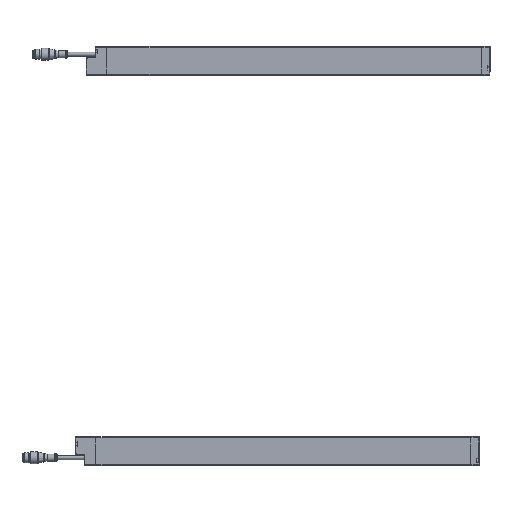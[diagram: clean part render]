
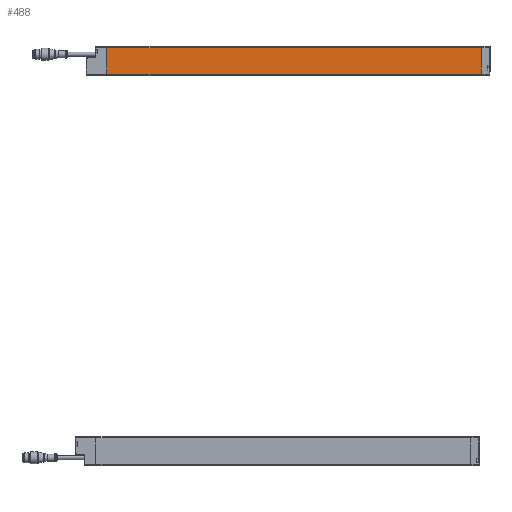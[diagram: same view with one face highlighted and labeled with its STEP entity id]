
A CAD part, left-side view. The second image highlights one B-rep face of the part: STEP entity #488.
In plain terms, the highlighted face is planar.
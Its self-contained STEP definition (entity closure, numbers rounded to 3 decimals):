
#488 = ADVANCED_FACE( '', ( #1262 ), #1263, .T. );
#1262 = FACE_OUTER_BOUND( '', #2669, .T. );
#1263 = PLANE( '', #2670 );
#2669 = EDGE_LOOP( '', ( #5001, #5002, #5003, #5004 ) );
#2670 = AXIS2_PLACEMENT_3D( '', #5005, #5006, #5007 );
#5001 = ORIENTED_EDGE( '', *, *, #9205, .F. );
#5002 = ORIENTED_EDGE( '', *, *, #9226, .F. );
#5003 = ORIENTED_EDGE( '', *, *, #9158, .T. );
#5004 = ORIENTED_EDGE( '', *, *, #9227, .T. );
#5005 = CARTESIAN_POINT( '', ( 10., 135., -1.403 ) );
#5006 = DIRECTION( '', ( 1., 0., 0. ) );
#5007 = DIRECTION( '', ( 0., 0., -1. ) );
#9158 = EDGE_CURVE( '', #10591, #10589, #10592, .T. );
#9205 = EDGE_CURVE( '', #10681, #10683, #10684, .T. );
#9226 = EDGE_CURVE( '', #10591, #10681, #10710, .T. );
#9227 = EDGE_CURVE( '', #10589, #10683, #10711, .T. );
#10589 = VERTEX_POINT( '', #12845 );
#10591 = VERTEX_POINT( '', #12847 );
#10592 = LINE( '', #12848, #12849 );
#10681 = VERTEX_POINT( '', #12961 );
#10683 = VERTEX_POINT( '', #12963 );
#10684 = LINE( '', #12964, #12965 );
#10710 = LINE( '', #13009, #13010 );
#10711 = LINE( '', #13011, #13012 );
#12845 = CARTESIAN_POINT( '', ( 10., 454., 30.597 ) );
#12847 = CARTESIAN_POINT( '', ( 10., 454., -1.403 ) );
#12848 = CARTESIAN_POINT( '', ( 10., 454., -1.403 ) );
#12849 = VECTOR( '', #15958, 1000. );
#12961 = CARTESIAN_POINT( '', ( 10., 0., -1.403 ) );
#12963 = CARTESIAN_POINT( '', ( 10., 0., 30.597 ) );
#12964 = CARTESIAN_POINT( '', ( 10., 0., -1.403 ) );
#12965 = VECTOR( '', #16051, 1000. );
#13009 = CARTESIAN_POINT( '', ( 10., 135., -1.403 ) );
#13010 = VECTOR( '', #16076, 1000. );
#13011 = CARTESIAN_POINT( '', ( 10., 135., 30.597 ) );
#13012 = VECTOR( '', #16077, 1000. );
#15958 = DIRECTION( '', ( 0., 0., 1. ) );
#16051 = DIRECTION( '', ( 0., 0., 1. ) );
#16076 = DIRECTION( '', ( 0., -1., 0. ) );
#16077 = DIRECTION( '', ( 0., -1., 0. ) );
